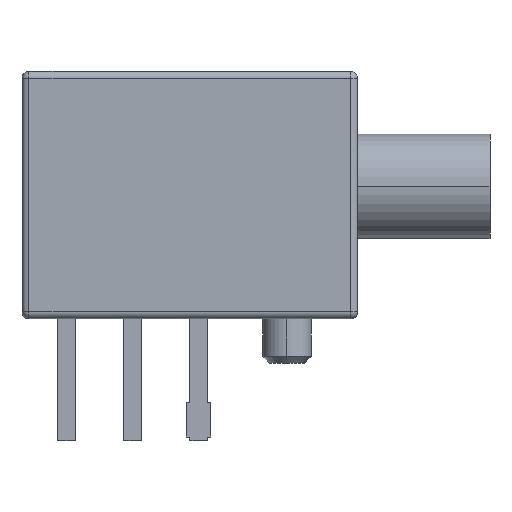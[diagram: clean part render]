
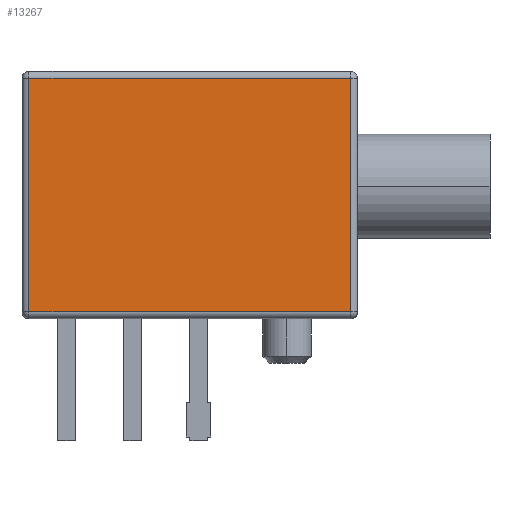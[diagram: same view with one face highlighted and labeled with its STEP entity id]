
A CAD part, top view. The second image highlights one B-rep face of the part: STEP entity #13267.
In plain terms, the highlighted planar face has unit normal (0, 0, 1).
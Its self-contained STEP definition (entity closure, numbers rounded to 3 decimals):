
#371 = LINE ( 'NONE', #16106, #9297 ) ;
#1073 = EDGE_CURVE ( 'NONE', #20866, #10914, #20857, .T. ) ;
#1848 = CARTESIAN_POINT ( 'NONE',  ( 9.45, 7.11, 0. ) ) ;
#2591 = LINE ( 'NONE', #16809, #17051 ) ;
#3217 = VECTOR ( 'NONE', #12105, 1000. ) ;
#4421 = DIRECTION ( 'NONE',  ( 1., 0., 0. ) ) ;
#5142 = CARTESIAN_POINT ( 'NONE',  ( 0.2, 7.11, 0. ) ) ;
#5275 = CARTESIAN_POINT ( 'NONE',  ( 0.2, 0.2, 0. ) ) ;
#6385 = EDGE_LOOP ( 'NONE', ( #9679, #14731, #6710, #8614 ) ) ;
#6653 = CARTESIAN_POINT ( 'NONE',  ( 9.45, 6.91, 0. ) ) ;
#6710 = ORIENTED_EDGE ( 'NONE', *, *, #7711, .T. ) ;
#7711 = EDGE_CURVE ( 'NONE', #9564, #9301, #12277, .T. ) ;
#8611 = DIRECTION ( 'NONE',  ( 0., 0., -1. ) ) ;
#8614 = ORIENTED_EDGE ( 'NONE', *, *, #12380, .T. ) ;
#8827 = DIRECTION ( 'NONE',  ( 0., 1., 0. ) ) ;
#9297 = VECTOR ( 'NONE', #17938, 1000. ) ;
#9301 = VERTEX_POINT ( 'NONE', #6653 ) ;
#9564 = VERTEX_POINT ( 'NONE', #19211 ) ;
#9679 = ORIENTED_EDGE ( 'NONE', *, *, #1073, .T. ) ;
#10320 = EDGE_CURVE ( 'NONE', #10914, #9564, #2591, .T. ) ;
#10867 = CARTESIAN_POINT ( 'NONE',  ( 0.2, 6.91, 0. ) ) ;
#10914 = VERTEX_POINT ( 'NONE', #5275 ) ;
#12105 = DIRECTION ( 'NONE',  ( 0., -1., 0. ) ) ;
#12277 = LINE ( 'NONE', #1848, #19273 ) ;
#12380 = EDGE_CURVE ( 'NONE', #9301, #20866, #371, .T. ) ;
#12931 = AXIS2_PLACEMENT_3D ( 'NONE', #13920, #8611, #14037 ) ;
#13267 = ADVANCED_FACE ( 'NONE', ( #16580 ), #17483, .F. ) ;
#13920 = CARTESIAN_POINT ( 'NONE',  ( 0., 7.11, 0. ) ) ;
#14037 = DIRECTION ( 'NONE',  ( -1., 0., 0. ) ) ;
#14731 = ORIENTED_EDGE ( 'NONE', *, *, #10320, .T. ) ;
#16106 = CARTESIAN_POINT ( 'NONE',  ( 0., 6.91, 0. ) ) ;
#16580 = FACE_OUTER_BOUND ( 'NONE', #6385, .T. ) ;
#16809 = CARTESIAN_POINT ( 'NONE',  ( 9.65, 0.2, 0. ) ) ;
#17051 = VECTOR ( 'NONE', #4421, 1000. ) ;
#17483 = PLANE ( 'NONE',  #12931 ) ;
#17938 = DIRECTION ( 'NONE',  ( -1., 0., 0. ) ) ;
#19211 = CARTESIAN_POINT ( 'NONE',  ( 9.45, 0.2, 0. ) ) ;
#19273 = VECTOR ( 'NONE', #8827, 1000. ) ;
#20857 = LINE ( 'NONE', #5142, #3217 ) ;
#20866 = VERTEX_POINT ( 'NONE', #10867 ) ;
